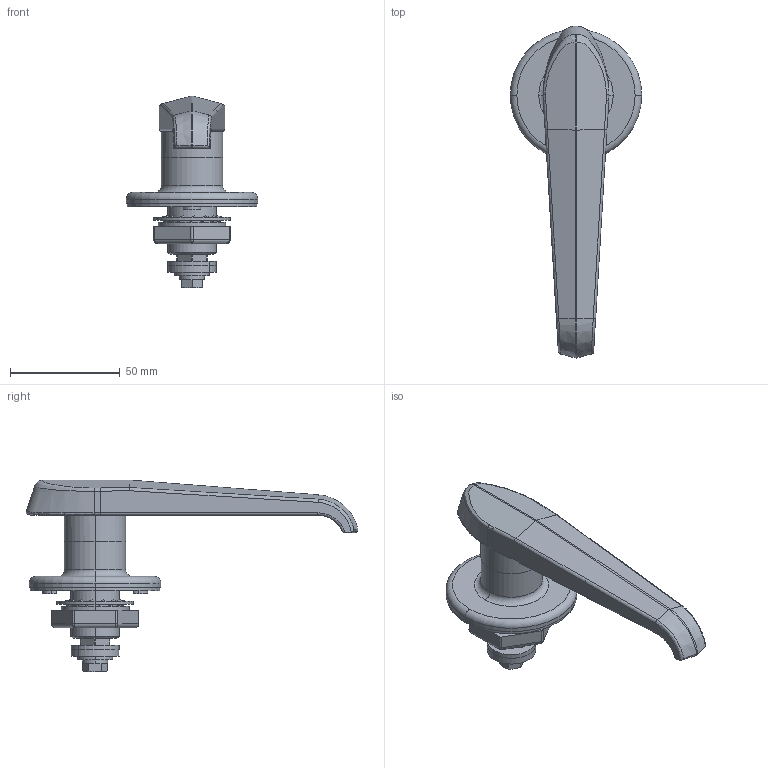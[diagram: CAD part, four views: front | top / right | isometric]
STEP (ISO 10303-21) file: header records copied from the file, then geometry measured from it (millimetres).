
FILE_DESCRIPTION (( 'STEP AP203' ), '1' );
FILE_NAME ('A-140-1-2.STEP', '2022-01-13T06:34:24', ( '' ), ( '' ), 'SwSTEP 2.0', 'SolidWorks 2021', '' );
FILE_SCHEMA (( 'CONFIG_CONTROL_DESIGN' ));
Length unit declared in the file: millimetre
Products named in the file (11): A-140-1_body__A-140-1-2; A-140-1_hex head bolt_ver1.06__M6x16十字穴付六角ボルト(鉄)SWシングルセムス(P2); A-140-1_hexagon nut_; A-140-1_body assy__A-140-1-2; A-140-1-2; A-140-1_packing_; A-140-1_square10 spacer__冇22亊仩10亊t2.0; A-140-1_square10 spacer__冇22亊仩10亊t3.2; A-140-1_washer_ver1.03__M6平ワッシャー(鉄)φ16×t1.6特寸; A-140-1_toothed lock washer type A_ver1.03__M22内歯形歯付座金(鉄); A-140-1_cradle__Assy—p
Assembly tree (10 placements, depth 3):
  A-140-1-2
    A-140-1_cradle__Assy—p
    A-140-1_body assy__A-140-1-2
      A-140-1_body__A-140-1-2
    A-140-1_packing_
    A-140-1_toothed lock washer type A_ver1.03__M22内歯形歯付座金(鉄)
    A-140-1_square10 spacer__冇22亊仩10亊t3.2
    A-140-1_square10 spacer__冇22亊仩10亊t2.0
    A-140-1_hex head bolt_ver1.06__M6x16十字穴付六角ボルト(鉄)SWシングルセムス(P2)
    A-140-1_washer_ver1.03__M6平ワッシャー(鉄)φ16×t1.6特寸
    A-140-1_hexagon nut_
Bounding box: 60 x 151.51 x 87.6 mm (x, y, z)
Volume: 92953.3 mm3; surface area: 37548.9 mm2
Topology: 9 solids, 9 shells, 403 faces, 1008 edges, 631 vertices
Faces by surface type: plane 138, cylinder 120, bspline 106, cone 22, torus 16, sphere 1
Entity records: 16377 total; most frequent: CARTESIAN_POINT 6219, ORIENTED_EDGE 1994, DIRECTION 1667, EDGE_CURVE 997, VERTEX_POINT 630, AXIS2_PLACEMENT_3D 577, LINE 513, VECTOR 513
